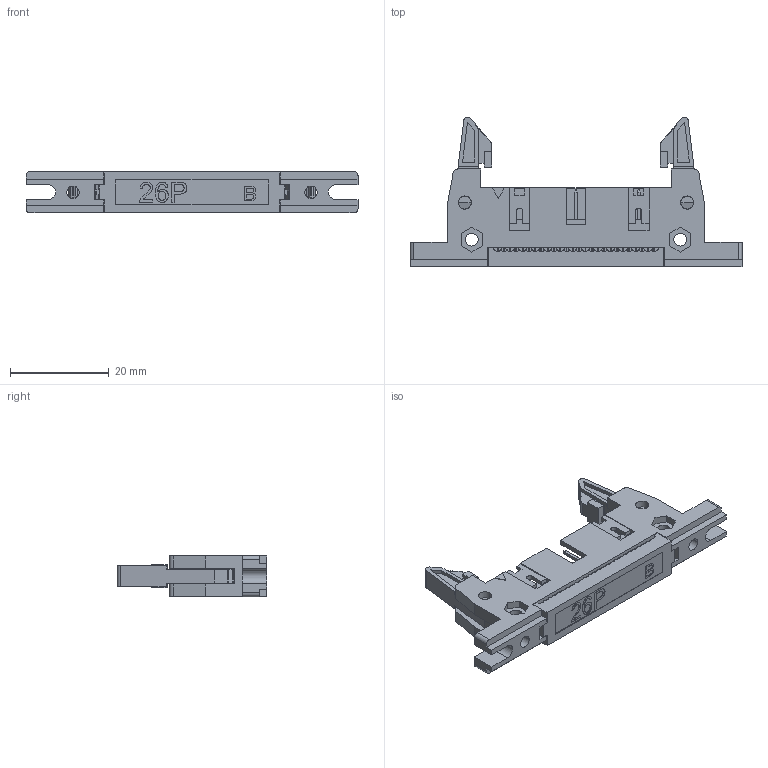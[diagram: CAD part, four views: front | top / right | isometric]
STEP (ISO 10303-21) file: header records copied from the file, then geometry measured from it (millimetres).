
FILE_DESCRIPTION( ('This file contains a STEP AP42 implementation' ,'as created by ZW3D STEP Interface translator.') ,'2;1' );
FILE_NAME( '3820-XXXXWXS01.stp' ,'231130.141246', (''), ('ZWCAD Software Co.'), 'Version 1.0', 'ZW3D to STEP translator', '' );
FILE_SCHEMA(('AUTOMOTIVE_DESIGN { 1 0 10303 214 1 1 1 1 }'));
Length unit declared in the file: millimetre
Products named in the file (2): 0; 3820-26XXWGS01
Bounding box: 67.22 x 30.3 x 8.4 mm (x, y, z)
Volume: 5378.2 mm3; surface area: 8301.4 mm2
Topology: 1 solids, 1 shells, 2217 faces, 6298 edges, 4001 vertices
Faces by surface type: plane 1355, cylinder 614, bspline 248
Full cylindrical faces by diameter (mm): 2.6 x2
Entity records: 75977 total; most frequent: CARTESIAN_POINT 16517, ORIENTED_EDGE 12512, DIRECTION 11446, EDGE_CURVE 6196, VECTOR 4490, LINE 4490, VERTEX_POINT 4001, AXIS2_PLACEMENT_3D 3478
